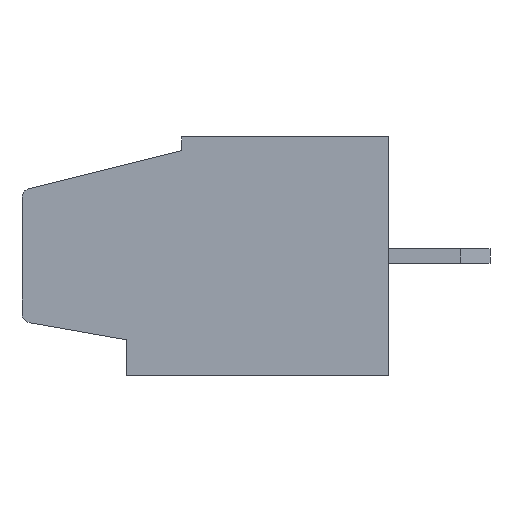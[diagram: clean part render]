
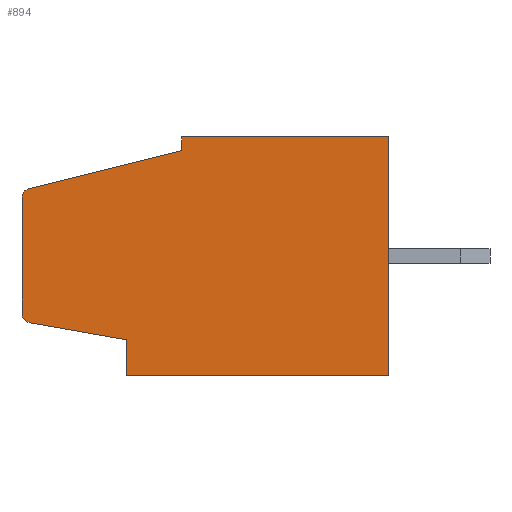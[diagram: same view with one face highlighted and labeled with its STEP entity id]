
A CAD part, left-side view. The second image highlights one B-rep face of the part: STEP entity #894.
In plain terms, the highlighted planar face has unit normal (-1, 0, 0).
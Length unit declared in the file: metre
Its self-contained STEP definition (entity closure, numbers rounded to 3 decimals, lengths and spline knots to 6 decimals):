
#894=ADVANCED_FACE('',(#1952),#1953,.F.);
#1952=FACE_OUTER_BOUND('',#3123,.T.);
#1953=PLANE('',#3124);
#3123=EDGE_LOOP('',(#5797,#5798,#5799,#5800,#5801,#5802,#5803,#5804,#5805,#5806));
#3124=AXIS2_PLACEMENT_3D('',#5807,#5808,#5809);
#5797=ORIENTED_EDGE('',*,*,#7670,.F.);
#5798=ORIENTED_EDGE('',*,*,#7920,.F.);
#5799=ORIENTED_EDGE('',*,*,#7474,.F.);
#5800=ORIENTED_EDGE('',*,*,#7921,.F.);
#5801=ORIENTED_EDGE('',*,*,#7450,.F.);
#5802=ORIENTED_EDGE('',*,*,#7922,.F.);
#5803=ORIENTED_EDGE('',*,*,#7731,.F.);
#5804=ORIENTED_EDGE('',*,*,#6955,.F.);
#5805=ORIENTED_EDGE('',*,*,#7923,.F.);
#5806=ORIENTED_EDGE('',*,*,#7702,.F.);
#5807=CARTESIAN_POINT('',(0.0,0.0123,-0.006098));
#5808=DIRECTION('',(1.0,0.,0.));
#5809=DIRECTION('',(0.,0.0,1.0));
#6955=EDGE_CURVE('',#8393,#8389,#8395,.T.);
#7450=EDGE_CURVE('',#9209,#9211,#9212,.T.);
#7474=EDGE_CURVE('',#9248,#9244,#9250,.T.);
#7670=EDGE_CURVE('',#9534,#9536,#9537,.T.);
#7702=EDGE_CURVE('',#9536,#9580,#9583,.T.);
#7731=EDGE_CURVE('',#8389,#9624,#9627,.T.);
#7920=EDGE_CURVE('',#9244,#9534,#9855,.T.);
#7921=EDGE_CURVE('',#9211,#9248,#9856,.T.);
#7922=EDGE_CURVE('',#9624,#9209,#9857,.T.);
#7923=EDGE_CURVE('',#9580,#8393,#9858,.T.);
#8389=VERTEX_POINT('',#10484);
#8393=VERTEX_POINT('',#10490);
#8395=LINE('',#10493,#10494);
#9209=VERTEX_POINT('',#11694);
#9211=VERTEX_POINT('',#11697);
#9212=LINE('',#11698,#11699);
#9244=VERTEX_POINT('',#11744);
#9248=VERTEX_POINT('',#11750);
#9250=LINE('',#11753,#11754);
#9534=VERTEX_POINT('',#12201);
#9536=VERTEX_POINT('',#12204);
#9537=LINE('',#12205,#12206);
#9580=VERTEX_POINT('',#12266);
#9583=CIRCLE('',#12270,0.0003);
#9624=VERTEX_POINT('',#12329);
#9627=LINE('',#12334,#12335);
#9855=CIRCLE('',#12673,0.0003);
#9856=LINE('',#12674,#12675);
#9857=LINE('',#12676,#12677);
#9858=LINE('',#12678,#12679);
#10484=CARTESIAN_POINT('',(0.0,0.0071,0.0));
#10490=CARTESIAN_POINT('',(0.0,0.0071,-0.000479));
#10493=CARTESIAN_POINT('',(0.0,0.0071,0.0));
#10494=VECTOR('',#13141,1.0);
#11694=CARTESIAN_POINT('',(0.0,0.0,-0.0082));
#11697=CARTESIAN_POINT('',(0.0,0.009,-0.0082));
#11698=CARTESIAN_POINT('',(0.0,0.009,-0.0082));
#11699=VECTOR('',#13682,1.0);
#11744=CARTESIAN_POINT('',(0.0,0.012352,-0.006394));
#11750=CARTESIAN_POINT('',(0.0,0.009,-0.006985));
#11753=CARTESIAN_POINT('',(0.0,0.012352,-0.006394));
#11754=VECTOR('',#13708,1.0);
#12201=CARTESIAN_POINT('',(0.0,0.0126,-0.006098));
#12204=CARTESIAN_POINT('',(0.0,0.0126,-0.002084));
#12205=CARTESIAN_POINT('',(0.0,0.0126,-0.002084));
#12206=VECTOR('',#13902,1.0);
#12266=CARTESIAN_POINT('',(0.0,0.012373,-0.001793));
#12270=AXIS2_PLACEMENT_3D('',#13957,#13958,#13959);
#12329=CARTESIAN_POINT('',(0.0,0.0,0.0));
#12334=CARTESIAN_POINT('',(0.0,0.0,0.0));
#12335=VECTOR('',#13986,1.0);
#12673=AXIS2_PLACEMENT_3D('',#14132,#14133,#14134);
#12674=CARTESIAN_POINT('',(0.0,0.009,-0.006985));
#12675=VECTOR('',#14135,1.0);
#12676=CARTESIAN_POINT('',(0.0,0.0,-0.0082));
#12677=VECTOR('',#14136,1.0);
#12678=CARTESIAN_POINT('',(0.0,0.0071,-0.000479));
#12679=VECTOR('',#14137,1.0);
#13141=DIRECTION('',(0.,0.,1.0));
#13682=DIRECTION('',(0.,1.0,0.));
#13708=DIRECTION('',(0.,0.985,0.174));
#13902=DIRECTION('',(0.,0.,1.0));
#13957=CARTESIAN_POINT('',(0.0,0.0123,-0.002084));
#13958=DIRECTION('',(1.0,0.,0.));
#13959=DIRECTION('',(0.,-0.788,-0.616));
#13986=DIRECTION('',(0.,-1.0,0.));
#14132=CARTESIAN_POINT('',(0.0,0.0123,-0.006098));
#14133=DIRECTION('',(1.0,0.,0.));
#14134=DIRECTION('',(0.,-0.766,0.643));
#14135=DIRECTION('',(0.,0.,1.0));
#14136=DIRECTION('',(0.,0.,-1.0));
#14137=DIRECTION('',(0.,-0.97,0.242));
